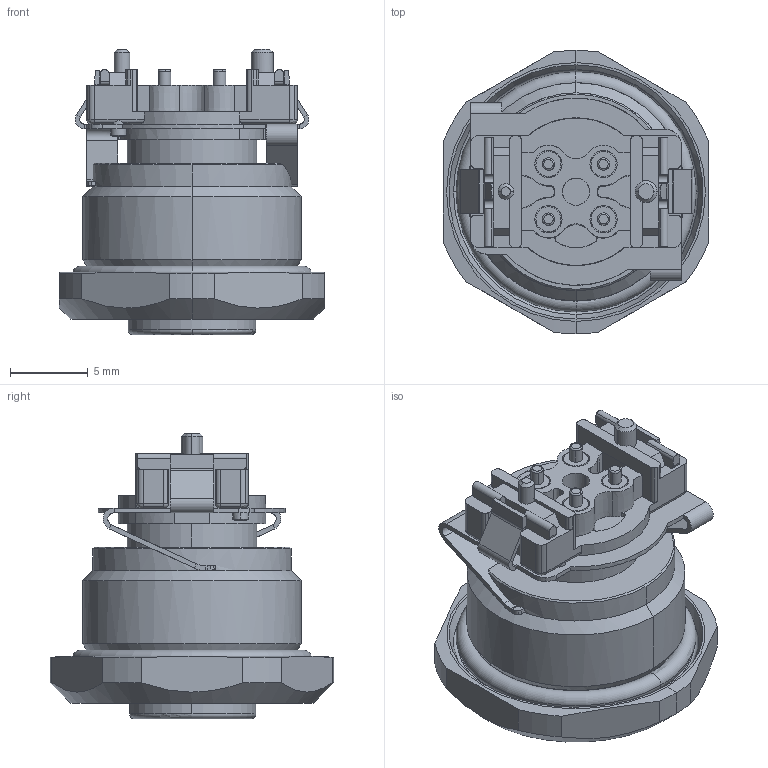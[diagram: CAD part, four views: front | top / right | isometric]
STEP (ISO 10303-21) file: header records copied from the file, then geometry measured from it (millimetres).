
FILE_DESCRIPTION(('CATIA V5R24 STEP','CAx-IF Rec.Pracs.--- Model Styling and Organization---1.2---2011-12-15'),'2;1');
FILE_NAME ('D1461862_0_2423140000_2423140000.stp','2017-05-17T06:18:20+00:00',('none'),('Weidmueller'),'CATIA Version 5-6 Release 2014 SP4 HF52','CATIA V5 STEP AP214','none');
FILE_SCHEMA(('AUTOMOTIVE_DESIGN { 1 0 10303 214 1 1 1 1 }'));
Length unit declared in the file: millimetre
Products named in the file (1): v5-standard_part
Bounding box: 17 x 18.2 x 18.3 mm (x, y, z)
Volume: 1741.5 mm3; surface area: 2955.2 mm2
Topology: 1 solids, 12 shells, 790 faces, 2085 edges, 1347 vertices
Faces by surface type: plane 318, cylinder 274, bspline 96, cone 66, torus 32, sphere 4
Entity records: 28427 total; most frequent: CARTESIAN_POINT 9582, ORIENTED_EDGE 4158, DIRECTION 2891, EDGE_CURVE 2079, VERTEX_POINT 1347, AXIS2_PLACEMENT_3D 1256, VECTOR 940, LINE 940
